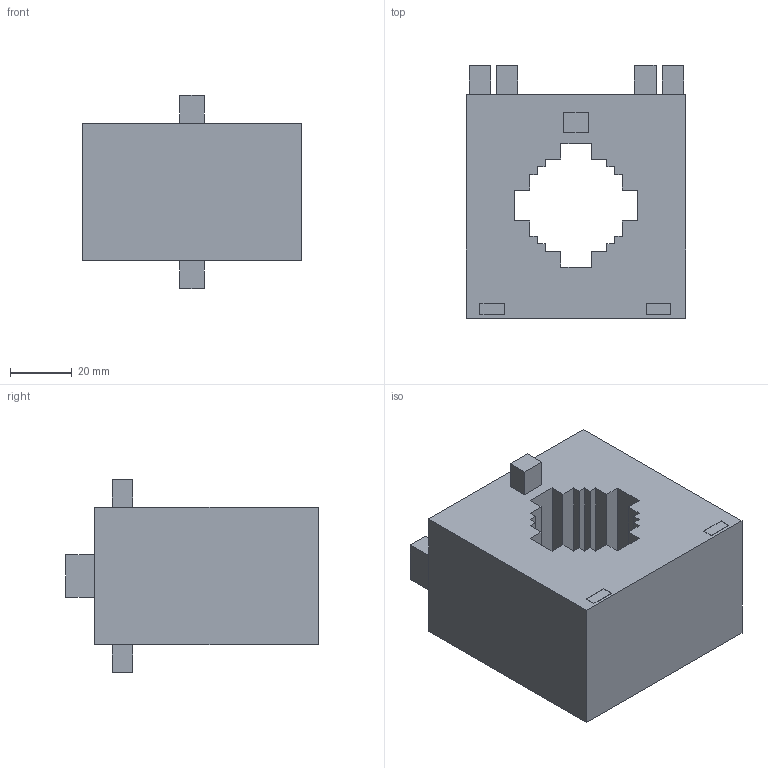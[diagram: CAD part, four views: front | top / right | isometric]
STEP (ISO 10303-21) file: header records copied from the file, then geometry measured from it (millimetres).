
FILE_DESCRIPTION((''),'2;1');
FILE_NAME('3d_DM3T0600.stp','2012-10-10T14:05:25',(''),(''),'Mechanical Desktop 2011','Mechanical Desktop 2011',', , ');
FILE_SCHEMA(('CONFIG_CONTROL_DESIGN'));
Length unit declared in the file: millimetre
Products named in the file (1): Product
Bounding box: 71 x 81.88 x 62.5 mm (x, y, z)
Volume: 187966.8 mm3; surface area: 30221.4 mm2
Topology: 1 solids, 1 shells, 92 faces, 240 edges, 160 vertices
Faces by surface type: plane 92
Entity records: 2863 total; most frequent: CARTESIAN_POINT 493, ORIENTED_EDGE 480, DIRECTION 426, VECTOR 240, LINE 240, EDGE_CURVE 240, VERTEX_POINT 160, EDGE_LOOP 104
